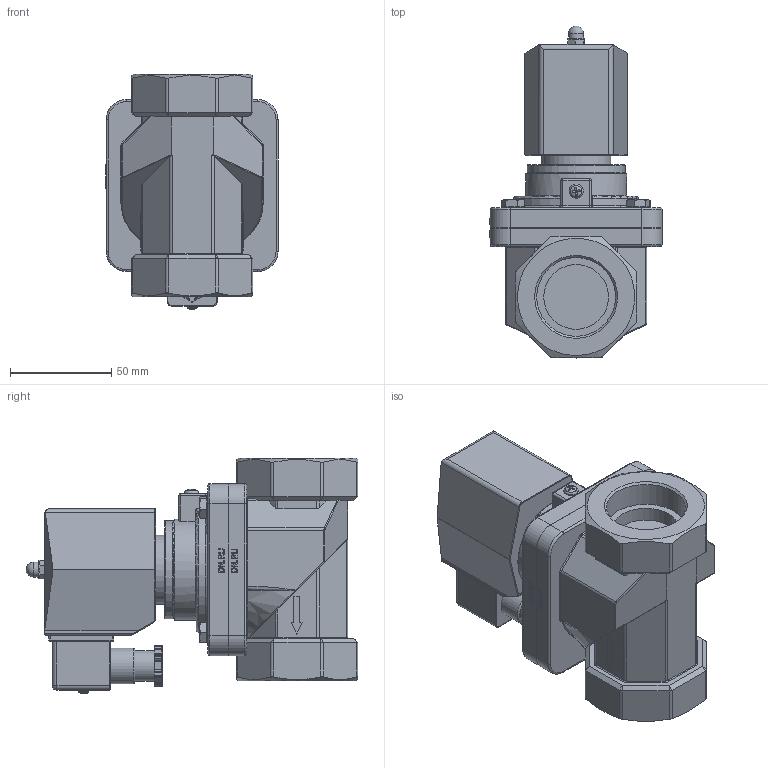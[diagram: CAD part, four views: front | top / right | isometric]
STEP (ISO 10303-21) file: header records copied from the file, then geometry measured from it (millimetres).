
FILE_DESCRIPTION(/* description */ (''),/* implementation_level */ '2;1');
FILE_NAME(/* name */ 'DN32_3D_STEP.stp',/* time_stamp */ '2025-09-27T22:36:55+03:00',/* author */ ('igorr'),/* organization */ (''),/* preprocessor_version */ 'ST-DEVELOPER v20',/* originating_system */ 'Autodesk Inventor 2025',/* authorisation */ '');
FILE_SCHEMA (('AUTOMOTIVE_DESIGN { 1 0 10303 214 3 1 1 }'));
Length unit declared in the file: millimetre
Products named in the file (7): Сборка1; Деталь1; Деталь1_1; Гайка M5-6H ГОСТ 
11860-85; AS 1427 - M2,5 x 4; AS 1427 - M3,5 x 5; AS 1110 - M6 x 12
Assembly tree (9 placements, depth 2):
  Сборка1
    Деталь1
    Деталь1_1
    Гайка M5-6H ГОСТ 
11860-85
    AS 1427 - M2,5 x 4
    AS 1427 - M3,5 x 5
    AS 1110 - M6 x 12  x4
Bounding box: 85.1 x 163.97 x 116.32 mm (x, y, z)
Volume: 601364.8 mm3; surface area: 89797.5 mm2
Topology: 9 solids, 10 shells, 783 faces, 1892 edges, 1161 vertices
Faces by surface type: plane 341, cylinder 204, bspline 86, cone 83, torus 54, sphere 15
Full cylindrical faces by diameter (mm): 2.224 x1, 2.4 x1, 2.5 x1, 3.132 x1, 3.5 x1, 4 x1, 4.134 x1, 4.8 x4, 6 x4, 7.4 x1, 8 x5, 10 x4, 12 x1, 15.2 x1, 17.6 x1, 21.138 x1, 32 x2, 34.088 x2, 38.952 x2, 44.027 x1, 47.924 x1, 48.465 x1, 49.924 x1
Entity records: 23065 total; most frequent: CARTESIAN_POINT 6012, ORIENTED_EDGE 3432, DIRECTION 3292, EDGE_CURVE 1716, AXIS2_PLACEMENT_3D 1201, VERTEX_POINT 1069, LINE 890, VECTOR 890
